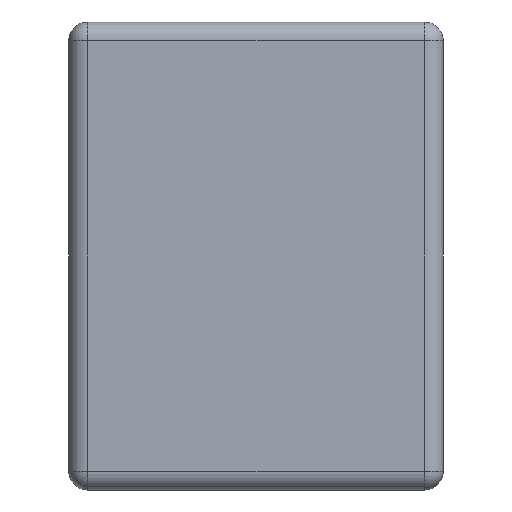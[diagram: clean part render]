
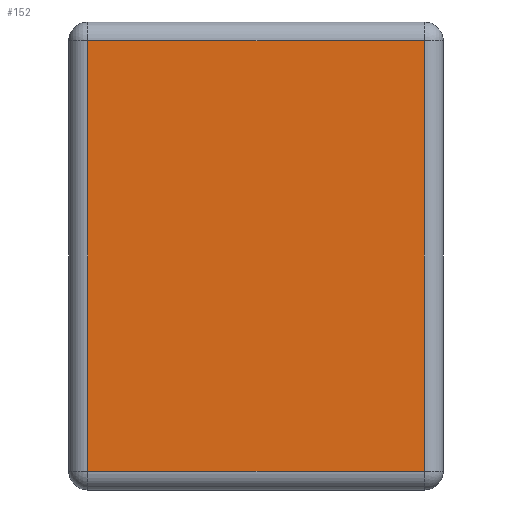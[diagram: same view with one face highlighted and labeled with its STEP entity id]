
A CAD part, left-side view. The second image highlights one B-rep face of the part: STEP entity #152.
In plain terms, the highlighted planar face has unit normal (-1, 0, 0).
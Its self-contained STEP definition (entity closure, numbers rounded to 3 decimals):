
#65 = CARTESIAN_POINT ( 'NONE',  ( -1.005, 0.05, -0.575 ) ) ;
#83 = LINE ( 'NONE', #291, #1003 ) ;
#112 = EDGE_CURVE ( 'NONE', #579, #1264, #83, .T. ) ;
#145 = CARTESIAN_POINT ( 'NONE',  ( -1.005, 0.05, 0.575 ) ) ;
#147 = LINE ( 'NONE', #1110, #1162 ) ;
#152 = ADVANCED_FACE ( 'NONE', ( #1043 ), #578, .F. ) ;
#290 = CARTESIAN_POINT ( 'NONE',  ( -1.005, 1., -0.575 ) ) ;
#291 = CARTESIAN_POINT ( 'NONE',  ( -1.005, 0.95, -0.625 ) ) ;
#333 = VECTOR ( 'NONE', #359, 1000. ) ;
#339 = AXIS2_PLACEMENT_3D ( 'NONE', #845, #358, #756 ) ;
#358 = DIRECTION ( 'NONE',  ( 1., 0., 0. ) ) ;
#359 = DIRECTION ( 'NONE',  ( 0., 0., 1. ) ) ;
#494 = CARTESIAN_POINT ( 'NONE',  ( -1.005, 0.95, -0.575 ) ) ;
#532 = CARTESIAN_POINT ( 'NONE',  ( -1.005, 0.05, -0.625 ) ) ;
#550 = EDGE_CURVE ( 'NONE', #953, #903, #647, .T. ) ;
#578 = PLANE ( 'NONE',  #339 ) ;
#579 = VERTEX_POINT ( 'NONE', #1029 ) ;
#586 = DIRECTION ( 'NONE',  ( 0., 0., -1. ) ) ;
#647 = LINE ( 'NONE', #532, #333 ) ;
#674 = LINE ( 'NONE', #290, #1101 ) ;
#756 = DIRECTION ( 'NONE',  ( 0., 0., -1. ) ) ;
#801 = EDGE_LOOP ( 'NONE', ( #885, #960, #999, #1053 ) ) ;
#845 = CARTESIAN_POINT ( 'NONE',  ( -1.005, 1., -0.625 ) ) ;
#885 = ORIENTED_EDGE ( 'NONE', *, *, #112, .T. ) ;
#903 = VERTEX_POINT ( 'NONE', #145 ) ;
#935 = DIRECTION ( 'NONE',  ( 0., 1., 0. ) ) ;
#953 = VERTEX_POINT ( 'NONE', #65 ) ;
#960 = ORIENTED_EDGE ( 'NONE', *, *, #1189, .T. ) ;
#999 = ORIENTED_EDGE ( 'NONE', *, *, #550, .T. ) ;
#1003 = VECTOR ( 'NONE', #586, 1000. ) ;
#1029 = CARTESIAN_POINT ( 'NONE',  ( -1.005, 0.95, 0.575 ) ) ;
#1042 = EDGE_CURVE ( 'NONE', #903, #579, #147, .T. ) ;
#1043 = FACE_OUTER_BOUND ( 'NONE', #801, .T. ) ;
#1053 = ORIENTED_EDGE ( 'NONE', *, *, #1042, .T. ) ;
#1062 = DIRECTION ( 'NONE',  ( 0., -1., 0. ) ) ;
#1101 = VECTOR ( 'NONE', #1062, 1000. ) ;
#1110 = CARTESIAN_POINT ( 'NONE',  ( -1.005, 1., 0.575 ) ) ;
#1162 = VECTOR ( 'NONE', #935, 1000. ) ;
#1189 = EDGE_CURVE ( 'NONE', #1264, #953, #674, .T. ) ;
#1264 = VERTEX_POINT ( 'NONE', #494 ) ;
